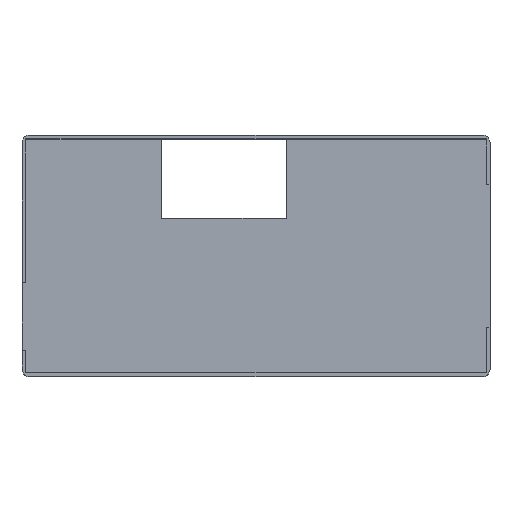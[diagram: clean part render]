
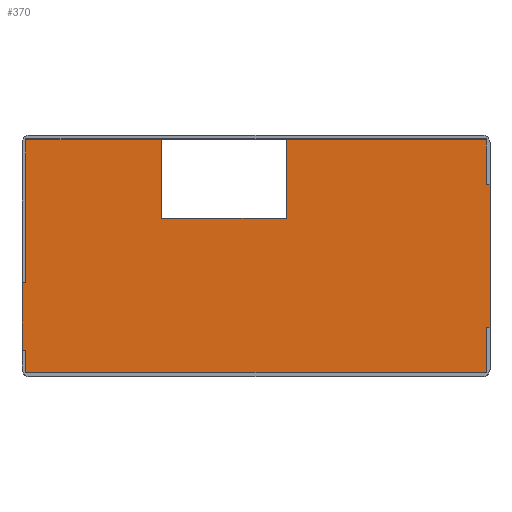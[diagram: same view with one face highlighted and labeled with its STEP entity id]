
A CAD part, top view. The second image highlights one B-rep face of the part: STEP entity #370.
In plain terms, the highlighted planar face has unit normal (0, 0, 1).
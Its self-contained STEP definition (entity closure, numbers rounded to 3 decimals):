
#119 = VERTEX_POINT('',#120);
#120 = CARTESIAN_POINT('',(-31.,-12.5,0.5));
#126 = EDGE_CURVE('',#119,#127,#129,.T.);
#127 = VERTEX_POINT('',#128);
#128 = CARTESIAN_POINT('',(-31.,-3.5,0.5));
#129 = LINE('',#130,#131);
#130 = CARTESIAN_POINT('',(-31.,-7.583,0.5));
#131 = VECTOR('',#132,1.);
#132 = DIRECTION('',(0.,1.,0.));
#352 = EDGE_CURVE('',#127,#353,#355,.T.);
#353 = VERTEX_POINT('',#354);
#354 = CARTESIAN_POINT('',(-30.5,-3.5,0.5));
#355 = LINE('',#356,#357);
#356 = CARTESIAN_POINT('',(-32.5,-3.5,0.5));
#357 = VECTOR('',#358,1.);
#358 = DIRECTION('',(1.,0.,0.));
#370 = ADVANCED_FACE('',(#371),#485,.T.);
#371 = FACE_BOUND('',#372,.T.);
#372 = EDGE_LOOP('',(#373,#374,#375,#383,#391,#399,#407,#415,#423,#431,
    #439,#447,#455,#463,#471,#479));
#373 = ORIENTED_EDGE('',*,*,#352,.F.);
#374 = ORIENTED_EDGE('',*,*,#126,.F.);
#375 = ORIENTED_EDGE('',*,*,#376,.T.);
#376 = EDGE_CURVE('',#119,#377,#379,.T.);
#377 = VERTEX_POINT('',#378);
#378 = CARTESIAN_POINT('',(-30.5,-12.5,0.5));
#379 = LINE('',#380,#381);
#380 = CARTESIAN_POINT('',(-32.5,-12.5,0.5));
#381 = VECTOR('',#382,1.);
#382 = DIRECTION('',(1.,0.,0.));
#383 = ORIENTED_EDGE('',*,*,#384,.T.);
#384 = EDGE_CURVE('',#377,#385,#387,.T.);
#385 = VERTEX_POINT('',#386);
#386 = CARTESIAN_POINT('',(-30.5,-15.5,0.5));
#387 = LINE('',#388,#389);
#388 = CARTESIAN_POINT('',(-30.5,-12.5,0.5));
#389 = VECTOR('',#390,1.);
#390 = DIRECTION('',(0.,-1.,0.));
#391 = ORIENTED_EDGE('',*,*,#392,.T.);
#392 = EDGE_CURVE('',#385,#393,#395,.T.);
#393 = VERTEX_POINT('',#394);
#394 = CARTESIAN_POINT('',(30.5,-15.5,0.5));
#395 = LINE('',#396,#397);
#396 = CARTESIAN_POINT('',(-30.5,-15.5,0.5));
#397 = VECTOR('',#398,1.);
#398 = DIRECTION('',(1.,0.,0.));
#399 = ORIENTED_EDGE('',*,*,#400,.T.);
#400 = EDGE_CURVE('',#393,#401,#403,.T.);
#401 = VERTEX_POINT('',#402);
#402 = CARTESIAN_POINT('',(30.5,-9.5,0.5));
#403 = LINE('',#404,#405);
#404 = CARTESIAN_POINT('',(30.5,-15.5,0.5));
#405 = VECTOR('',#406,1.);
#406 = DIRECTION('',(0.,1.,0.));
#407 = ORIENTED_EDGE('',*,*,#408,.T.);
#408 = EDGE_CURVE('',#401,#409,#411,.T.);
#409 = VERTEX_POINT('',#410);
#410 = CARTESIAN_POINT('',(31.,-9.5,0.5));
#411 = LINE('',#412,#413);
#412 = CARTESIAN_POINT('',(30.5,-9.5,0.5));
#413 = VECTOR('',#414,1.);
#414 = DIRECTION('',(1.,0.,0.));
#415 = ORIENTED_EDGE('',*,*,#416,.F.);
#416 = EDGE_CURVE('',#417,#409,#419,.T.);
#417 = VERTEX_POINT('',#418);
#418 = CARTESIAN_POINT('',(31.,9.5,0.5));
#419 = LINE('',#420,#421);
#420 = CARTESIAN_POINT('',(31.,7.417,0.5));
#421 = VECTOR('',#422,1.);
#422 = DIRECTION('',(0.,-1.,0.));
#423 = ORIENTED_EDGE('',*,*,#424,.T.);
#424 = EDGE_CURVE('',#417,#425,#427,.T.);
#425 = VERTEX_POINT('',#426);
#426 = CARTESIAN_POINT('',(30.5,9.5,0.5));
#427 = LINE('',#428,#429);
#428 = CARTESIAN_POINT('',(32.5,9.5,0.5));
#429 = VECTOR('',#430,1.);
#430 = DIRECTION('',(-1.,0.,0.));
#431 = ORIENTED_EDGE('',*,*,#432,.T.);
#432 = EDGE_CURVE('',#425,#433,#435,.T.);
#433 = VERTEX_POINT('',#434);
#434 = CARTESIAN_POINT('',(30.5,15.5,0.5));
#435 = LINE('',#436,#437);
#436 = CARTESIAN_POINT('',(30.5,9.5,0.5));
#437 = VECTOR('',#438,1.);
#438 = DIRECTION('',(0.,1.,0.));
#439 = ORIENTED_EDGE('',*,*,#440,.T.);
#440 = EDGE_CURVE('',#433,#441,#443,.T.);
#441 = VERTEX_POINT('',#442);
#442 = CARTESIAN_POINT('',(4.,15.5,0.5));
#443 = LINE('',#444,#445);
#444 = CARTESIAN_POINT('',(30.5,15.5,0.5));
#445 = VECTOR('',#446,1.);
#446 = DIRECTION('',(-1.,0.,0.));
#447 = ORIENTED_EDGE('',*,*,#448,.T.);
#448 = EDGE_CURVE('',#441,#449,#451,.T.);
#449 = VERTEX_POINT('',#450);
#450 = CARTESIAN_POINT('',(4.,5.,0.5));
#451 = LINE('',#452,#453);
#452 = CARTESIAN_POINT('',(4.,7.667,0.5));
#453 = VECTOR('',#454,1.);
#454 = DIRECTION('',(0.,-1.,0.));
#455 = ORIENTED_EDGE('',*,*,#456,.T.);
#456 = EDGE_CURVE('',#449,#457,#459,.T.);
#457 = VERTEX_POINT('',#458);
#458 = CARTESIAN_POINT('',(-12.5,5.,0.5));
#459 = LINE('',#460,#461);
#460 = CARTESIAN_POINT('',(2.052,5.,0.5));
#461 = VECTOR('',#462,1.);
#462 = DIRECTION('',(-1.,0.,0.));
#463 = ORIENTED_EDGE('',*,*,#464,.T.);
#464 = EDGE_CURVE('',#457,#465,#467,.T.);
#465 = VERTEX_POINT('',#466);
#466 = CARTESIAN_POINT('',(-12.5,15.5,0.5));
#467 = LINE('',#468,#469);
#468 = CARTESIAN_POINT('',(-12.5,2.417,0.5));
#469 = VECTOR('',#470,1.);
#470 = DIRECTION('',(0.,1.,0.));
#471 = ORIENTED_EDGE('',*,*,#472,.T.);
#472 = EDGE_CURVE('',#465,#473,#475,.T.);
#473 = VERTEX_POINT('',#474);
#474 = CARTESIAN_POINT('',(-30.5,15.5,0.5));
#475 = LINE('',#476,#477);
#476 = CARTESIAN_POINT('',(0.,15.5,0.5));
#477 = VECTOR('',#478,1.);
#478 = DIRECTION('',(-1.,0.,0.));
#479 = ORIENTED_EDGE('',*,*,#480,.T.);
#480 = EDGE_CURVE('',#473,#353,#481,.T.);
#481 = LINE('',#482,#483);
#482 = CARTESIAN_POINT('',(-30.5,15.5,0.5));
#483 = VECTOR('',#484,1.);
#484 = DIRECTION('',(0.,-1.,0.));
#485 = PLANE('',#486);
#486 = AXIS2_PLACEMENT_3D('',#487,#488,#489);
#487 = CARTESIAN_POINT('',(0.104,-0.167,0.5));
#488 = DIRECTION('',(0.,0.,1.));
#489 = DIRECTION('',(1.,0.,0.));
